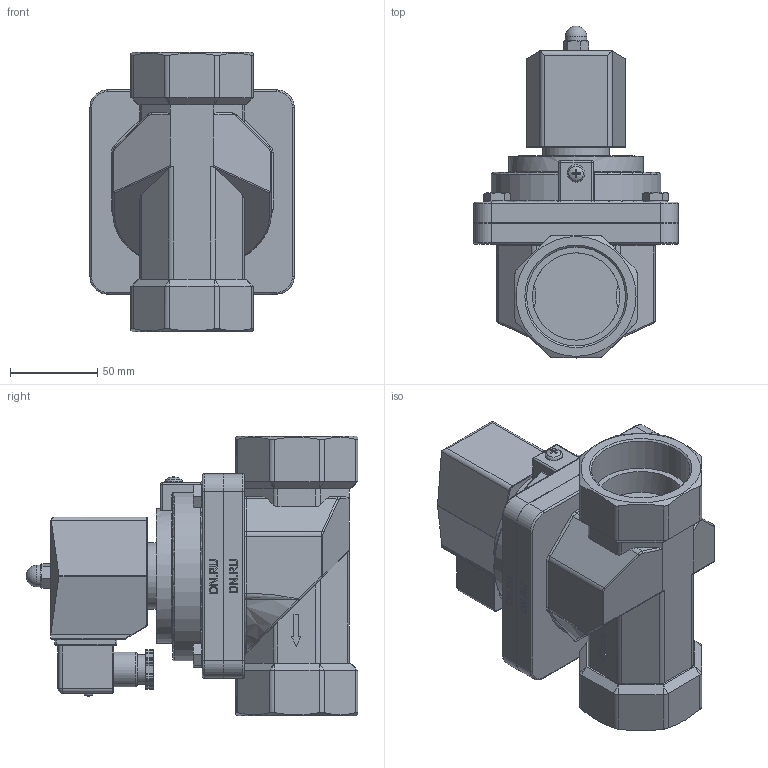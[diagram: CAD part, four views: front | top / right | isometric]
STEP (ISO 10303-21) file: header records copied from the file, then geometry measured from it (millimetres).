
FILE_DESCRIPTION(/* description */ (''),/* implementation_level */ '2;1');
FILE_NAME(/* name */ 'DN50_3D_STEP.stp',/* time_stamp */ '2025-09-27T22:54:55+03:00',/* author */ ('igorr'),/* organization */ (''),/* preprocessor_version */ 'ST-DEVELOPER v20',/* originating_system */ 'Autodesk Inventor 2025',/* authorisation */ '');
FILE_SCHEMA (('AUTOMOTIVE_DESIGN { 1 0 10303 214 3 1 1 }'));
Length unit declared in the file: millimetre
Products named in the file (7): Сборка1; Деталь1; Деталь1_1; Гайка M8-6H ГОСТ 
11860-85; AS 1427 - M2,5 x 4; AS 1427 - M5 x 6; AS 1110 - M8 x 12
Assembly tree (9 placements, depth 2):
  Сборка1
    Деталь1
    Деталь1_1
    Гайка M8-6H ГОСТ 
11860-85
    AS 1427 - M2,5 x 4
    AS 1427 - M5 x 6
    AS 1110 - M8 x 12  x4
Bounding box: 117.1 x 190 x 160 mm (x, y, z)
Volume: 1145358.6 mm3; surface area: 153403.8 mm2
Topology: 9 solids, 10 shells, 779 faces, 1887 edges, 1163 vertices
Faces by surface type: plane 343, cylinder 200, bspline 92, cone 83, torus 46, sphere 15
Full cylindrical faces by diameter (mm): 2.224 x1, 2.5 x1, 2.7 x1, 4.51 x1, 5 x1, 5.4 x4, 6 x1, 6.647 x1, 8 x4, 9 x1, 10 x4, 12.4 x1, 13 x4, 13.5 x1, 17.1 x1, 19.8 x1, 23.78 x1, 38.349 x2, 44.027 x1, 50 x2, 56.657 x2, 75.179 x1, 77.179 x1
Entity records: 23439 total; most frequent: CARTESIAN_POINT 6453, ORIENTED_EDGE 3432, DIRECTION 3252, EDGE_CURVE 1716, AXIS2_PLACEMENT_3D 1181, VERTEX_POINT 1073, LINE 890, VECTOR 890
